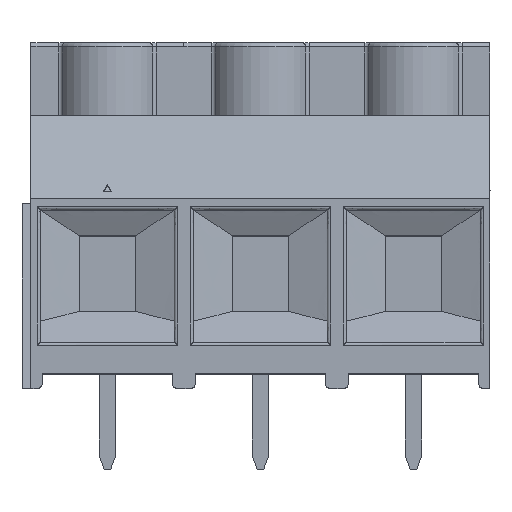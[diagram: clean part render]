
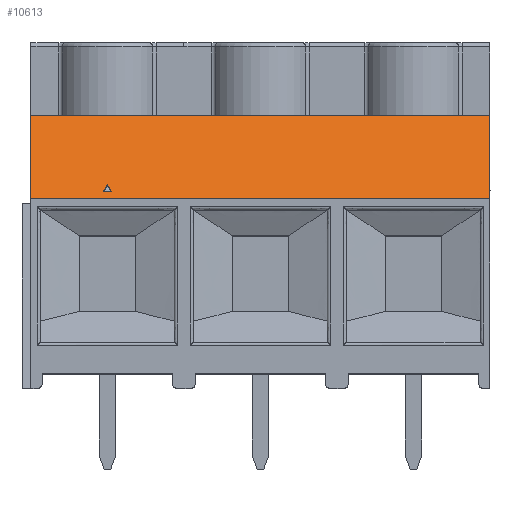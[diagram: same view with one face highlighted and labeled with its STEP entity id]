
A CAD part, top view. The second image highlights one B-rep face of the part: STEP entity #10613.
In plain terms, the highlighted planar face has unit normal (0, 0.454, 0.891).
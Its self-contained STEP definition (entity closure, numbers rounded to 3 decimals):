
#76 = CARTESIAN_POINT ( 'NONE',  ( 28.56, 17., 9.5 ) ) ;
#959 = VECTOR ( 'NONE', #22482, 1000. ) ;
#1445 = ORIENTED_EDGE ( 'NONE', *, *, #25494, .F. ) ;
#1458 = PLANE ( 'NONE',  #30401 ) ;
#2152 = CARTESIAN_POINT ( 'NONE',  ( 5.01, 12.245, 11.923 ) ) ;
#2933 = DIRECTION ( 'NONE',  ( -0.447, -0.797, 0.406 ) ) ;
#3390 = VERTEX_POINT ( 'NONE', #24293 ) ;
#4067 = EDGE_CURVE ( 'NONE', #15331, #3390, #8027, .T. ) ;
#4290 = FACE_BOUND ( 'NONE', #17472, .T. ) ;
#4991 = CARTESIAN_POINT ( 'NONE',  ( 0., 17., 9.5 ) ) ;
#5987 = CARTESIAN_POINT ( 'NONE',  ( 4.51, 12.245, 11.923 ) ) ;
#8027 = LINE ( 'NONE', #10848, #26401 ) ;
#8073 = LINE ( 'NONE', #25177, #959 ) ;
#8351 = CARTESIAN_POINT ( 'NONE',  ( 28.56, 11.8, 12.15 ) ) ;
#9889 = CARTESIAN_POINT ( 'NONE',  ( 5.01, 12.245, 11.923 ) ) ;
#10613 = ADVANCED_FACE ( 'NONE', ( #4290, #11586 ), #1458, .F. ) ;
#10848 = CARTESIAN_POINT ( 'NONE',  ( 0., 17., 9.5 ) ) ;
#11586 = FACE_OUTER_BOUND ( 'NONE', #26616, .T. ) ;
#11702 = VECTOR ( 'NONE', #26231, 1000. ) ;
#12102 = ORIENTED_EDGE ( 'NONE', *, *, #12662, .F. ) ;
#12662 = EDGE_CURVE ( 'NONE', #19732, #22859, #31002, .T. ) ;
#15331 = VERTEX_POINT ( 'NONE', #4991 ) ;
#16319 = DIRECTION ( 'NONE',  ( 1., 0., 0. ) ) ;
#16413 = DIRECTION ( 'NONE',  ( 0., 0.891, -0.454 ) ) ;
#17472 = EDGE_LOOP ( 'NONE', ( #12102, #1445, #28502 ) ) ;
#17780 = DIRECTION ( 'NONE',  ( 0., -0.891, 0.454 ) ) ;
#17908 = CARTESIAN_POINT ( 'NONE',  ( 4.76, 12.691, 11.696 ) ) ;
#18562 = DIRECTION ( 'NONE',  ( -0.447, 0.797, -0.406 ) ) ;
#19188 = VECTOR ( 'NONE', #2933, 1000. ) ;
#19371 = DIRECTION ( 'NONE',  ( 0., -0.891, 0.454 ) ) ;
#19531 = LINE ( 'NONE', #31160, #25505 ) ;
#19732 = VERTEX_POINT ( 'NONE', #9889 ) ;
#20209 = VERTEX_POINT ( 'NONE', #28203 ) ;
#20718 = EDGE_CURVE ( 'NONE', #22859, #25241, #22249, .T. ) ;
#21217 = CARTESIAN_POINT ( 'NONE',  ( 28.56, 17., 9.5 ) ) ;
#21298 = ORIENTED_EDGE ( 'NONE', *, *, #26609, .F. ) ;
#22249 = LINE ( 'NONE', #17908, #19188 ) ;
#22292 = VECTOR ( 'NONE', #16319, 1000. ) ;
#22482 = DIRECTION ( 'NONE',  ( -1., 0., 0. ) ) ;
#22859 = VERTEX_POINT ( 'NONE', #24226 ) ;
#23159 = ORIENTED_EDGE ( 'NONE', *, *, #30436, .F. ) ;
#23783 = DIRECTION ( 'NONE',  ( 0., -0.454, -0.891 ) ) ;
#24006 = LINE ( 'NONE', #76, #11702 ) ;
#24081 = CARTESIAN_POINT ( 'NONE',  ( 4.51, 12.245, 11.923 ) ) ;
#24150 = ORIENTED_EDGE ( 'NONE', *, *, #30450, .T. ) ;
#24226 = CARTESIAN_POINT ( 'NONE',  ( 4.76, 12.691, 11.696 ) ) ;
#24266 = VERTEX_POINT ( 'NONE', #8351 ) ;
#24293 = CARTESIAN_POINT ( 'NONE',  ( 0., 11.8, 12.15 ) ) ;
#25177 = CARTESIAN_POINT ( 'NONE',  ( 28.56, 11.8, 12.15 ) ) ;
#25241 = VERTEX_POINT ( 'NONE', #24081 ) ;
#25494 = EDGE_CURVE ( 'NONE', #25241, #19732, #27880, .T. ) ;
#25505 = VECTOR ( 'NONE', #19371, 1000. ) ;
#26231 = DIRECTION ( 'NONE',  ( -1., 0., 0. ) ) ;
#26401 = VECTOR ( 'NONE', #17780, 1000. ) ;
#26609 = EDGE_CURVE ( 'NONE', #24266, #3390, #8073, .T. ) ;
#26616 = EDGE_LOOP ( 'NONE', ( #29980, #21298, #23159, #24150 ) ) ;
#26997 = VECTOR ( 'NONE', #18562, 1000. ) ;
#27880 = LINE ( 'NONE', #5987, #22292 ) ;
#28203 = CARTESIAN_POINT ( 'NONE',  ( 28.56, 17., 9.5 ) ) ;
#28502 = ORIENTED_EDGE ( 'NONE', *, *, #20718, .F. ) ;
#29980 = ORIENTED_EDGE ( 'NONE', *, *, #4067, .T. ) ;
#30401 = AXIS2_PLACEMENT_3D ( 'NONE', #21217, #23783, #16413 ) ;
#30436 = EDGE_CURVE ( 'NONE', #20209, #24266, #19531, .T. ) ;
#30450 = EDGE_CURVE ( 'NONE', #20209, #15331, #24006, .T. ) ;
#31002 = LINE ( 'NONE', #2152, #26997 ) ;
#31160 = CARTESIAN_POINT ( 'NONE',  ( 28.56, 17., 9.5 ) ) ;
